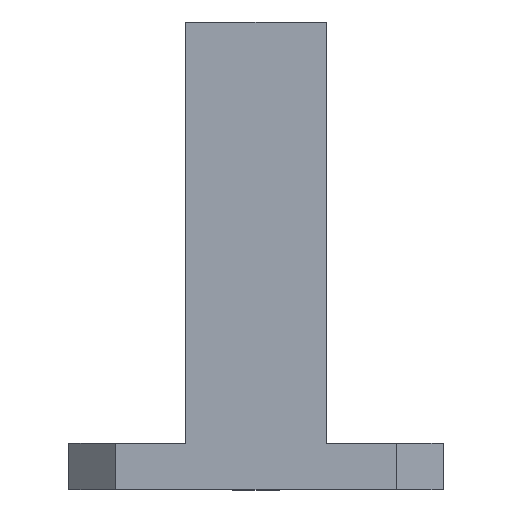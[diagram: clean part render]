
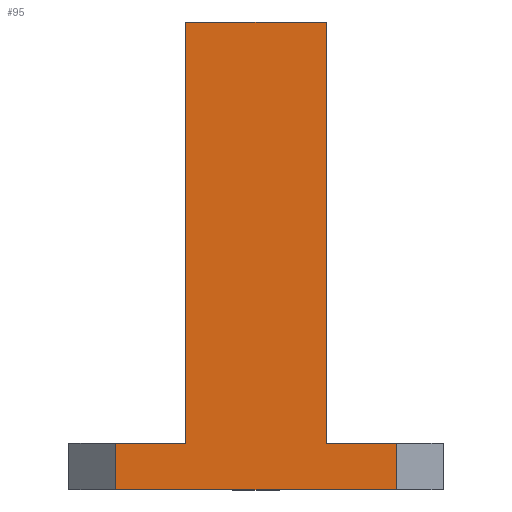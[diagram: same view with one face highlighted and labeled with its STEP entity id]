
A CAD part, left-side view. The second image highlights one B-rep face of the part: STEP entity #95.
In plain terms, the highlighted planar face has unit normal (-1, 0, 0).
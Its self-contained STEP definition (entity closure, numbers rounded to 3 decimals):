
#95 = ADVANCED_FACE( '', ( #616 ), #617, .F. );
#616 = FACE_OUTER_BOUND( '', #1526, .T. );
#617 = PLANE( '', #1527 );
#1526 = EDGE_LOOP( '', ( #2585, #2586, #2587, #2588, #2589, #2590, #2591, #2592 ) );
#1527 = AXIS2_PLACEMENT_3D( '', #2593, #2594, #2595 );
#2585 = ORIENTED_EDGE( '', *, *, #4140, .F. );
#2586 = ORIENTED_EDGE( '', *, *, #4149, .T. );
#2587 = ORIENTED_EDGE( '', *, *, #4127, .T. );
#2588 = ORIENTED_EDGE( '', *, *, #3869, .T. );
#2589 = ORIENTED_EDGE( '', *, *, #3955, .F. );
#2590 = ORIENTED_EDGE( '', *, *, #4109, .F. );
#2591 = ORIENTED_EDGE( '', *, *, #3972, .F. );
#2592 = ORIENTED_EDGE( '', *, *, #4045, .T. );
#2593 = CARTESIAN_POINT( '', ( -200., 200., 50. ) );
#2594 = DIRECTION( '', ( 1., 0., 0. ) );
#2595 = DIRECTION( '', ( 0., 1., 0. ) );
#3869 = EDGE_CURVE( '', #4385, #4382, #4386, .T. );
#3955 = EDGE_CURVE( '', #4550, #4382, #4552, .T. );
#3972 = EDGE_CURVE( '', #4579, #4580, #4581, .T. );
#4045 = EDGE_CURVE( '', #4579, #4722, #4724, .T. );
#4109 = EDGE_CURVE( '', #4580, #4550, #4851, .T. );
#4127 = EDGE_CURVE( '', #4881, #4385, #4882, .T. );
#4140 = EDGE_CURVE( '', #4903, #4722, #4905, .T. );
#4149 = EDGE_CURVE( '', #4903, #4881, #4918, .T. );
#4382 = VERTEX_POINT( '', #5224 );
#4385 = VERTEX_POINT( '', #5228 );
#4386 = LINE( '', #5229, #5230 );
#4550 = VERTEX_POINT( '', #5423 );
#4552 = LINE( '', #5426, #5427 );
#4579 = VERTEX_POINT( '', #5456 );
#4580 = VERTEX_POINT( '', #5457 );
#4581 = LINE( '', #5458, #5459 );
#4722 = VERTEX_POINT( '', #5607 );
#4724 = LINE( '', #5610, #5611 );
#4851 = LINE( '', #5738, #5739 );
#4881 = VERTEX_POINT( '', #5774 );
#4882 = LINE( '', #5775, #5776 );
#4903 = VERTEX_POINT( '', #5806 );
#4905 = LINE( '', #5809, #5810 );
#4918 = LINE( '', #5828, #5829 );
#5224 = CARTESIAN_POINT( '', ( -200., -150., 50. ) );
#5228 = CARTESIAN_POINT( '', ( -200., -150., 0. ) );
#5229 = CARTESIAN_POINT( '', ( -200., -150., 50. ) );
#5230 = VECTOR( '', #6175, 1000. );
#5423 = CARTESIAN_POINT( '', ( -200., -75., 50. ) );
#5426 = CARTESIAN_POINT( '', ( -200., 200., 50. ) );
#5427 = VECTOR( '', #6365, 1000. );
#5456 = CARTESIAN_POINT( '', ( -200., 75., 500. ) );
#5457 = CARTESIAN_POINT( '', ( -200., -75., 500. ) );
#5458 = CARTESIAN_POINT( '', ( -200., 75., 500. ) );
#5459 = VECTOR( '', #6410, 1000. );
#5607 = CARTESIAN_POINT( '', ( -200., 75., 50. ) );
#5610 = CARTESIAN_POINT( '', ( -200., 75., 500. ) );
#5611 = VECTOR( '', #6611, 1000. );
#5738 = CARTESIAN_POINT( '', ( -200., -75., 500. ) );
#5739 = VECTOR( '', #6801, 1000. );
#5774 = CARTESIAN_POINT( '', ( -200., 150., 0. ) );
#5775 = CARTESIAN_POINT( '', ( -200., 200., 0. ) );
#5776 = VECTOR( '', #6843, 1000. );
#5806 = CARTESIAN_POINT( '', ( -200., 150., 50. ) );
#5809 = CARTESIAN_POINT( '', ( -200., 200., 50. ) );
#5810 = VECTOR( '', #6860, 1000. );
#5828 = CARTESIAN_POINT( '', ( -200., 150., 50. ) );
#5829 = VECTOR( '', #6875, 1000. );
#6175 = DIRECTION( '', ( 0., 0., 1. ) );
#6365 = DIRECTION( '', ( 0., -1., 0. ) );
#6410 = DIRECTION( '', ( 0., -1., 0. ) );
#6611 = DIRECTION( '', ( 0., 0., -1. ) );
#6801 = DIRECTION( '', ( 0., 0., -1. ) );
#6843 = DIRECTION( '', ( 0., -1., 0. ) );
#6860 = DIRECTION( '', ( 0., -1., 0. ) );
#6875 = DIRECTION( '', ( 0., 0., -1. ) );
